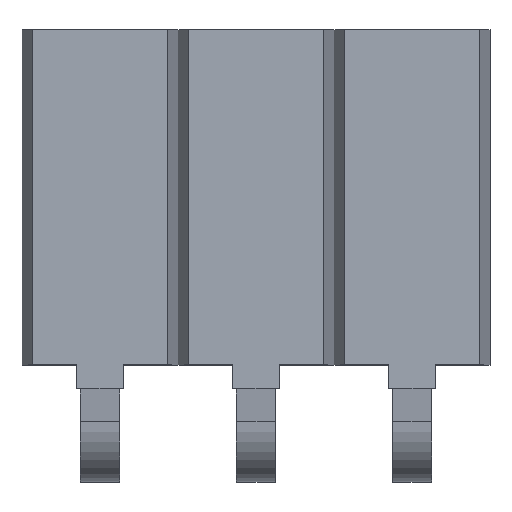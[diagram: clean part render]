
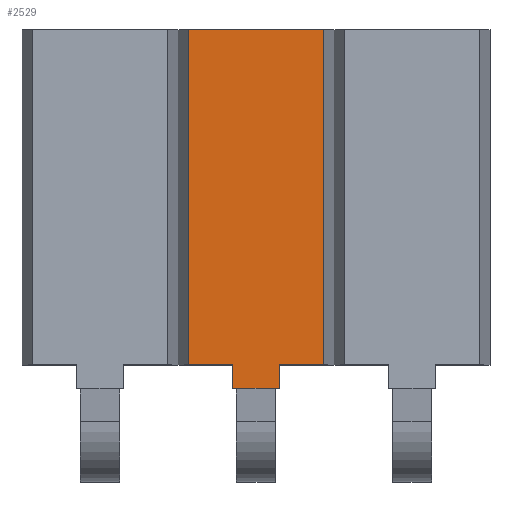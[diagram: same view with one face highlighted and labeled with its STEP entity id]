
A CAD part, top view. The second image highlights one B-rep face of the part: STEP entity #2529.
In plain terms, the highlighted planar face has unit normal (0, 0, 1).
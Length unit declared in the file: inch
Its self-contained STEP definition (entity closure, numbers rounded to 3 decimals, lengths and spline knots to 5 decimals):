
#101=FACE_OUTER_BOUND('',#240,.T.);
#240=EDGE_LOOP('',(#1741,#1742,#1743,#1744,#1745,#1746,#1747,#1748));
#377=LINE('',#3570,#713);
#442=LINE('',#3701,#778);
#443=LINE('',#3702,#779);
#444=LINE('',#3704,#780);
#445=LINE('',#3706,#781);
#446=LINE('',#3708,#782);
#447=LINE('',#3710,#783);
#448=LINE('',#3711,#784);
#713=VECTOR('',#2875,39.37008);
#778=VECTOR('',#2958,39.37008);
#779=VECTOR('',#2959,39.37008);
#780=VECTOR('',#2960,39.37008);
#781=VECTOR('',#2961,39.37008);
#782=VECTOR('',#2962,39.37008);
#783=VECTOR('',#2963,39.37008);
#784=VECTOR('',#2964,39.37008);
#1048=VERTEX_POINT('',#3567);
#1049=VERTEX_POINT('',#3569);
#1105=VERTEX_POINT('',#3699);
#1106=VERTEX_POINT('',#3700);
#1107=VERTEX_POINT('',#3703);
#1108=VERTEX_POINT('',#3705);
#1109=VERTEX_POINT('',#3707);
#1110=VERTEX_POINT('',#3709);
#1293=EDGE_CURVE('',#1048,#1049,#377,.T.);
#1358=EDGE_CURVE('',#1105,#1106,#442,.T.);
#1359=EDGE_CURVE('',#1049,#1105,#443,.T.);
#1360=EDGE_CURVE('',#1048,#1107,#444,.T.);
#1361=EDGE_CURVE('',#1108,#1107,#445,.T.);
#1362=EDGE_CURVE('',#1109,#1108,#446,.T.);
#1363=EDGE_CURVE('',#1109,#1110,#447,.T.);
#1364=EDGE_CURVE('',#1106,#1110,#448,.T.);
#1741=ORIENTED_EDGE('',*,*,#1358,.F.);
#1742=ORIENTED_EDGE('',*,*,#1359,.F.);
#1743=ORIENTED_EDGE('',*,*,#1293,.F.);
#1744=ORIENTED_EDGE('',*,*,#1360,.T.);
#1745=ORIENTED_EDGE('',*,*,#1361,.F.);
#1746=ORIENTED_EDGE('',*,*,#1362,.F.);
#1747=ORIENTED_EDGE('',*,*,#1363,.T.);
#1748=ORIENTED_EDGE('',*,*,#1364,.F.);
#2411=PLANE('',#2694);
#2529=ADVANCED_FACE('',(#101),#2411,.F.);
#2694=AXIS2_PLACEMENT_3D('',#3698,#2956,#2957);
#2875=DIRECTION('',(1.,0.,0.));
#2956=DIRECTION('center_axis',(0.,0.,-1.));
#2957=DIRECTION('ref_axis',(-1.,0.,0.));
#2958=DIRECTION('',(-1.,0.,0.));
#2959=DIRECTION('',(0.,-1.,0.));
#2960=DIRECTION('',(0.,-1.,0.));
#2961=DIRECTION('',(-1.,0.,0.));
#2962=DIRECTION('',(0.,1.,0.));
#2963=DIRECTION('',(1.,0.,0.));
#2964=DIRECTION('',(0.,-1.,0.));
#3567=CARTESIAN_POINT('',(1.40665,0.23,0.05));
#3569=CARTESIAN_POINT('',(1.49335,0.23,0.05));
#3570=CARTESIAN_POINT('',(-1.59313,0.23,0.05));
#3698=CARTESIAN_POINT('Origin',(-1.59313,0.23,0.05));
#3699=CARTESIAN_POINT('',(1.49335,0.015,0.05));
#3700=CARTESIAN_POINT('',(1.465,0.015,0.05));
#3701=CARTESIAN_POINT('',(1.535,0.015,0.05));
#3702=CARTESIAN_POINT('',(1.49335,0.23,0.05));
#3703=CARTESIAN_POINT('',(1.40665,0.015,0.05));
#3704=CARTESIAN_POINT('',(1.40665,0.23,0.05));
#3705=CARTESIAN_POINT('',(1.435,0.015,0.05));
#3706=CARTESIAN_POINT('',(1.435,0.015,0.05));
#3707=CARTESIAN_POINT('',(1.435,0.,0.05));
#3708=CARTESIAN_POINT('',(1.435,0.,0.05));
#3709=CARTESIAN_POINT('',(1.465,0.,0.05));
#3710=CARTESIAN_POINT('',(-1.59313,0.,0.05));
#3711=CARTESIAN_POINT('',(1.465,0.015,0.05));
